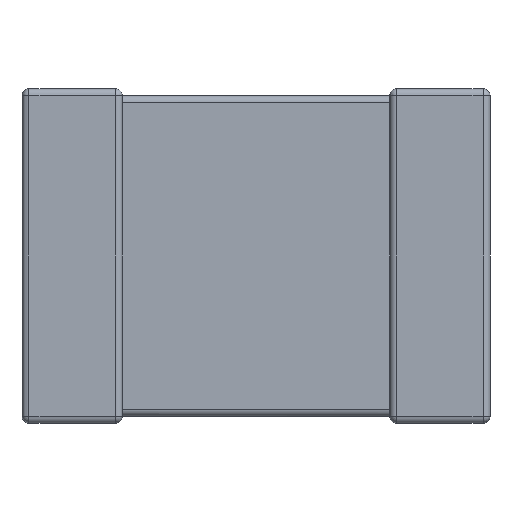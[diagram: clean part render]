
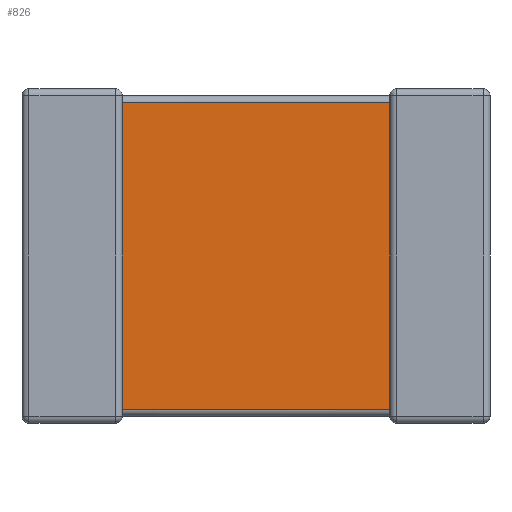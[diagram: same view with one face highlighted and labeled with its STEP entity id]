
A CAD part, front view. The second image highlights one B-rep face of the part: STEP entity #826.
In plain terms, the highlighted planar face has unit normal (0, -1, 0).
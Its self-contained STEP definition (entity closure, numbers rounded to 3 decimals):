
#135 = VERTEX_POINT ( 'NONE', #4090 ) ;
#271 = DIRECTION ( 'NONE',  ( -1., 0., 0. ) ) ;
#326 = CARTESIAN_POINT ( 'NONE',  ( 1.05, 0.073, -3.5 ) ) ;
#392 = VECTOR ( 'NONE', #3976, 1000. ) ;
#434 = VECTOR ( 'NONE', #3901, 1000. ) ;
#767 = EDGE_CURVE ( 'NONE', #135, #3531, #888, .T. ) ;
#814 = VECTOR ( 'NONE', #4177, 1000. ) ;
#826 = ADVANCED_FACE ( 'NONE', ( #2900 ), #1339, .T. ) ;
#861 = LINE ( 'NONE', #1357, #1461 ) ;
#888 = LINE ( 'NONE', #2898, #392 ) ;
#1036 = DIRECTION ( 'NONE',  ( 0., 0., -1. ) ) ;
#1053 = EDGE_LOOP ( 'NONE', ( #1059, #2606, #3368, #3709 ) ) ;
#1059 = ORIENTED_EDGE ( 'NONE', *, *, #1808, .F. ) ;
#1339 = PLANE ( 'NONE',  #3186 ) ;
#1357 = CARTESIAN_POINT ( 'NONE',  ( 1.05, 0.073, -0.146 ) ) ;
#1363 = LINE ( 'NONE', #3083, #434 ) ;
#1461 = VECTOR ( 'NONE', #271, 1000. ) ;
#1669 = CARTESIAN_POINT ( 'NONE',  ( 3.85, 0.073, -0.146 ) ) ;
#1808 = EDGE_CURVE ( 'NONE', #2769, #3014, #2670, .T. ) ;
#1862 = EDGE_CURVE ( 'NONE', #2769, #135, #1363, .T. ) ;
#2606 = ORIENTED_EDGE ( 'NONE', *, *, #1862, .T. ) ;
#2670 = LINE ( 'NONE', #2754, #814 ) ;
#2754 = CARTESIAN_POINT ( 'NONE',  ( 1.05, 0.073, -3.5 ) ) ;
#2769 = VERTEX_POINT ( 'NONE', #3416 ) ;
#2817 = CARTESIAN_POINT ( 'NONE',  ( 1.05, 0.073, -0.146 ) ) ;
#2856 = EDGE_CURVE ( 'NONE', #3531, #3014, #861, .T. ) ;
#2898 = CARTESIAN_POINT ( 'NONE',  ( 3.85, 0.073, -3.5 ) ) ;
#2900 = FACE_OUTER_BOUND ( 'NONE', #1053, .T. ) ;
#3014 = VERTEX_POINT ( 'NONE', #2817 ) ;
#3083 = CARTESIAN_POINT ( 'NONE',  ( 3.85, 0.073, -3.354 ) ) ;
#3186 = AXIS2_PLACEMENT_3D ( 'NONE', #326, #3828, #1036 ) ;
#3368 = ORIENTED_EDGE ( 'NONE', *, *, #767, .T. ) ;
#3416 = CARTESIAN_POINT ( 'NONE',  ( 1.05, 0.073, -3.354 ) ) ;
#3531 = VERTEX_POINT ( 'NONE', #1669 ) ;
#3709 = ORIENTED_EDGE ( 'NONE', *, *, #2856, .T. ) ;
#3828 = DIRECTION ( 'NONE',  ( 0., -1., 0. ) ) ;
#3901 = DIRECTION ( 'NONE',  ( 1., 0., 0. ) ) ;
#3976 = DIRECTION ( 'NONE',  ( 0., 0., 1. ) ) ;
#4090 = CARTESIAN_POINT ( 'NONE',  ( 3.85, 0.073, -3.354 ) ) ;
#4177 = DIRECTION ( 'NONE',  ( 0., 0., 1. ) ) ;
